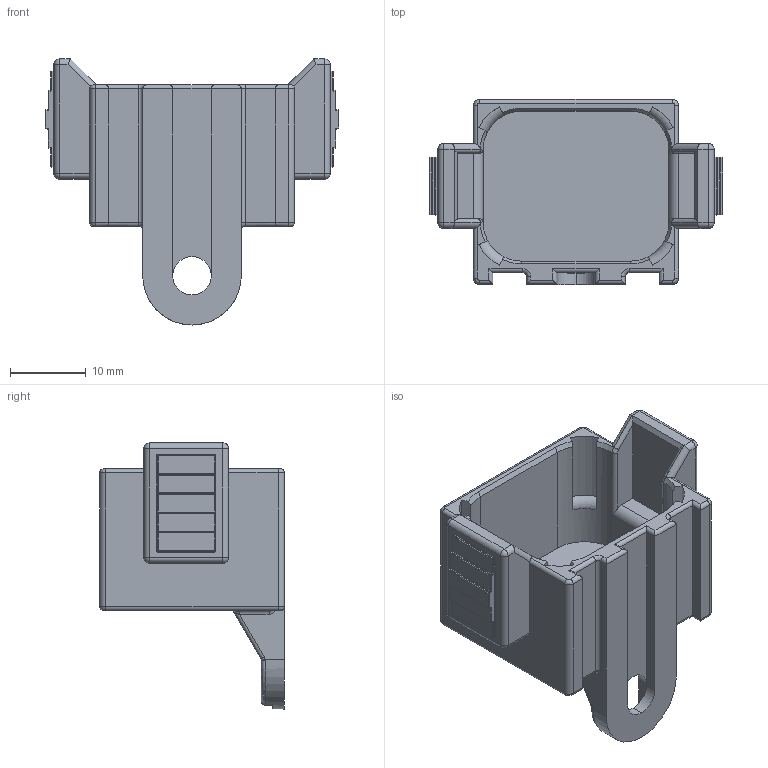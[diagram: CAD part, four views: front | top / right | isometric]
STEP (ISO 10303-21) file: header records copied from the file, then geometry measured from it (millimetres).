
FILE_DESCRIPTION((''),'2;1');
FILE_NAME('C-1011-348-0805','2013-06-24T',('workeradm'),('Tyco Electronics Ltd.'),'PRO/ENGINEER BY PARAMETRIC TECHNOLOGY CORPORATION, 2011490','PRO/ENGINEER BY PARAMETRIC TECHNOLOGY CORPORATION, 2011490','');
FILE_SCHEMA(('AUTOMOTIVE_DESIGN { 1 0 10303 214 1 1 1 1 }'));
Length unit declared in the file: millimetre
Products named in the file (1): C-1011-348-0805
Bounding box: 38.73 x 24.38 x 35.1 mm (x, y, z)
Volume: 5673.6 mm3; surface area: 5872.4 mm2
Topology: 1 solids, 1 shells, 355 faces, 819 edges, 466 vertices
Faces by surface type: cylinder 166, plane 95, torus 36, sphere 34, bspline 16, cone 8
Entity records: 13409 total; most frequent: CARTESIAN_POINT 2562, DIRECTION 1761, ORIENTED_EDGE 1638, PRESENTATION_STYLE_ASSIGNMENT 820, STYLED_ITEM 820, CURVE_STYLE 819, EDGE_CURVE 819, AXIS2_PLACEMENT_3D 671
